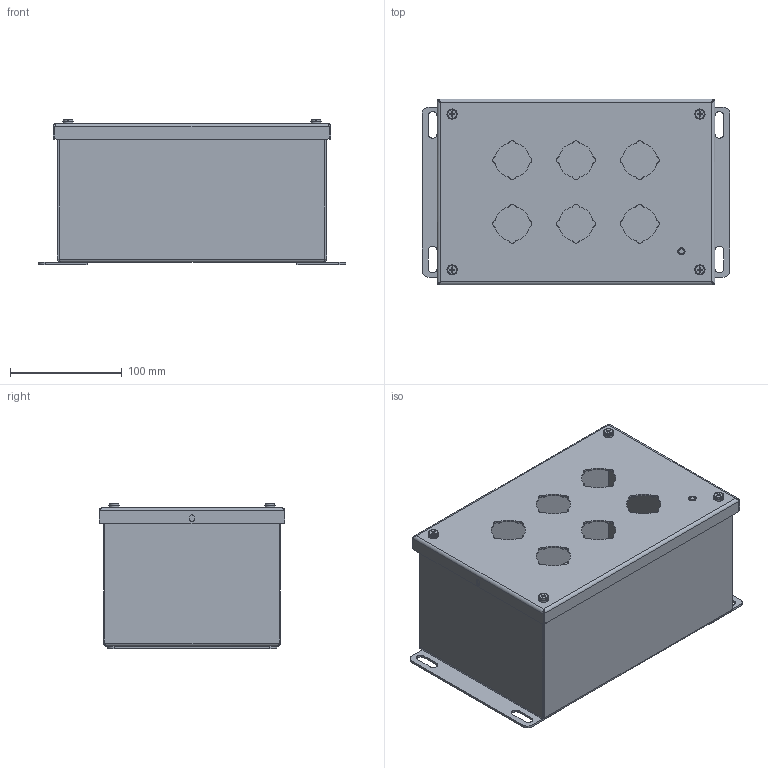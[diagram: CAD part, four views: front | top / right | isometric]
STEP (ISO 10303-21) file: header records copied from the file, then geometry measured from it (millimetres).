
FILE_DESCRIPTION (( 'STEP AP203' ), '1' );
FILE_NAME ('SCE-6PBX.step', '2021-02-09T17:56:33', ( 'ADC123' ), ( 'Microsoft' ), 'SwSTEP 2.0', 'SolidWorks 2019', '' );
FILE_SCHEMA (( 'CONFIG_CONTROL_DESIGN' ));
Length unit declared in the file: inch
Products named in the file (1): SCE-6PBX
Bounding box: 276.23 x 166.69 x 130.14 mm (x, y, z)
Surface area: 428074.4 mm2 (no closed solid volume)
Topology: 0 solids, 19 shells, 674 faces, 1750 edges, 1052 vertices
Faces by surface type: plane 266, cylinder 246, bspline 144, cone 18
Full cylindrical faces by diameter (mm): 3.708 x4, 4.775 x5, 4.826 x5, 4.905 x1, 5.588 x4, 6.35 x4, 6.502 x1, 6.604 x4, 6.756 x4, 6.858 x4, 7.112 x1, 7.14 x1, 7.417 x8, 8.052 x4, 8.484 x4, 8.636 x4, 9.195 x4
Entity records: 25375 total; most frequent: CARTESIAN_POINT 10545, ORIENTED_EDGE 3000, DIRECTION 2892, EDGE_CURVE 1508, AXIS2_PLACEMENT_3D 1061, VERTEX_POINT 994, EDGE_LOOP 858, VECTOR 770
